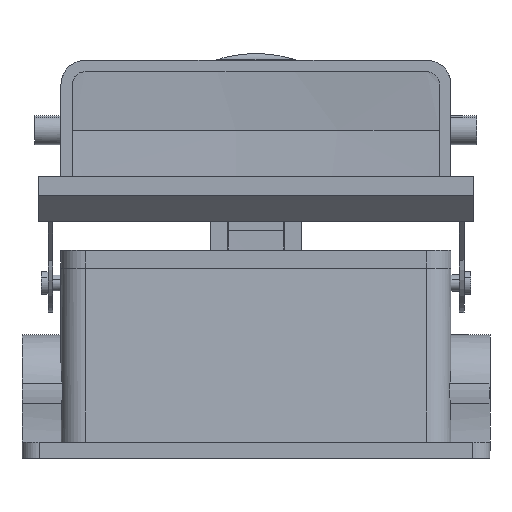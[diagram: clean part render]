
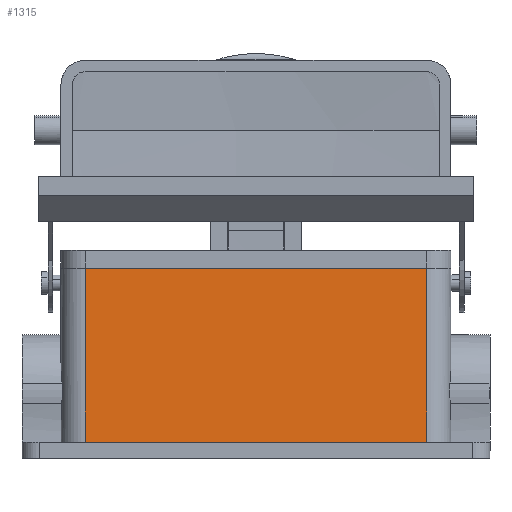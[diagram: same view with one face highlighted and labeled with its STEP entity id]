
A CAD part, left-side view. The second image highlights one B-rep face of the part: STEP entity #1315.
In plain terms, the highlighted planar face has unit normal (-0.999, 0, 0.044).
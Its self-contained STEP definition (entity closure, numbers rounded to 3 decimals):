
#1288=AXIS2_PLACEMENT_3D('Plane Axis2P3D',#1285,#1286,#1287) ;
#513=CARTESIAN_POINT('Line Origine',(18.5,72.,58.5)) ;
#517=CARTESIAN_POINT('Vertex',(18.5,124.5,58.5)) ;
#519=CARTESIAN_POINT('Vertex',(18.5,19.5,58.5)) ;
#1285=CARTESIAN_POINT('Axis2P3D Location',(18.5,72.,58.5)) ;
#1290=CARTESIAN_POINT('Line Origine',(17.332,19.5,31.75)) ;
#1294=CARTESIAN_POINT('Vertex',(16.164,19.5,5.)) ;
#1297=CARTESIAN_POINT('Line Origine',(17.332,124.5,31.75)) ;
#1301=CARTESIAN_POINT('Vertex',(16.164,124.5,5.)) ;
#1304=CARTESIAN_POINT('Line Origine',(16.164,72.,5.)) ;
#514=DIRECTION('Vector Direction',(0.,1.,0.)) ;
#1286=DIRECTION('Axis2P3D Direction',(-0.999,0.,0.044)) ;
#1287=DIRECTION('Axis2P3D XDirection',(0.,1.,0.)) ;
#1291=DIRECTION('Vector Direction',(-0.044,0.,-0.999)) ;
#1298=DIRECTION('Vector Direction',(-0.044,0.,-0.999)) ;
#1305=DIRECTION('Vector Direction',(0.,1.,0.)) ;
#515=VECTOR('Line Direction',#514,1.) ;
#1292=VECTOR('Line Direction',#1291,1.) ;
#1299=VECTOR('Line Direction',#1298,1.) ;
#1306=VECTOR('Line Direction',#1305,1.) ;
#1310=ORIENTED_EDGE('',*,*,#1296,.F.) ;
#1311=ORIENTED_EDGE('',*,*,#521,.F.) ;
#1312=ORIENTED_EDGE('',*,*,#1303,.F.) ;
#1313=ORIENTED_EDGE('',*,*,#1308,.F.) ;
#1315=ADVANCED_FACE('Housing',(#1314),#1289,.T.) ;
#521=EDGE_CURVE('',#518,#520,#516,.F.) ;
#1296=EDGE_CURVE('',#520,#1295,#1293,.T.) ;
#1303=EDGE_CURVE('',#1302,#518,#1300,.F.) ;
#1308=EDGE_CURVE('',#1295,#1302,#1307,.T.) ;
#1309=EDGE_LOOP('',(#1310,#1311,#1312,#1313)) ;
#1314=FACE_OUTER_BOUND('',#1309,.T.) ;
#516=LINE('Line',#513,#515) ;
#1293=LINE('Line',#1290,#1292) ;
#1300=LINE('Line',#1297,#1299) ;
#1307=LINE('Line',#1304,#1306) ;
#1289=PLANE('',#1288) ;
#518=VERTEX_POINT('',#517) ;
#520=VERTEX_POINT('',#519) ;
#1295=VERTEX_POINT('',#1294) ;
#1302=VERTEX_POINT('',#1301) ;
